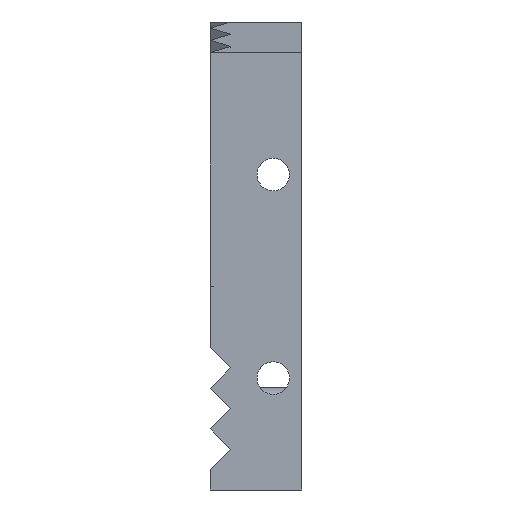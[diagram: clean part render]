
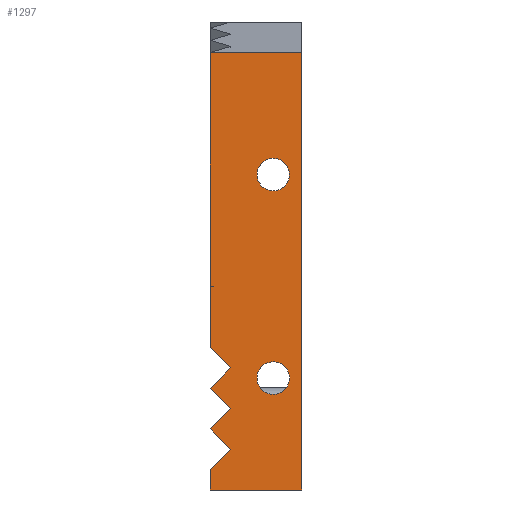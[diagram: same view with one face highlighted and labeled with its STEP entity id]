
A CAD part, left-side view. The second image highlights one B-rep face of the part: STEP entity #1297.
In plain terms, the highlighted planar face has unit normal (-1, 0, 0).
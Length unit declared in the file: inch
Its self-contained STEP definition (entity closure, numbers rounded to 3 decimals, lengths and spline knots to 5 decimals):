
#110 = EDGE_CURVE ( 'NONE', #188, #6043, #1598, .T. ) ;
#172 = EDGE_CURVE ( 'NONE', #6043, #173, #1738, .T. ) ;
#173 = VERTEX_POINT ( 'NONE', #1734 ) ;
#188 = VERTEX_POINT ( 'NONE', #1747 ) ;
#192 = EDGE_CURVE ( 'NONE', #262, #193, #1797, .T. ) ;
#193 = VERTEX_POINT ( 'NONE', #1793 ) ;
#203 = EDGE_CURVE ( 'NONE', #193, #204, #1823, .T. ) ;
#204 = VERTEX_POINT ( 'NONE', #1819 ) ;
#261 = EDGE_CURVE ( 'NONE', #173, #262, #2048, .T. ) ;
#262 = VERTEX_POINT ( 'NONE', #2044 ) ;
#292 = VERTEX_POINT ( 'NONE', #2155 ) ;
#294 = EDGE_CURVE ( 'NONE', #292, #295, #2154, .T. ) ;
#295 = VERTEX_POINT ( 'NONE', #2149 ) ;
#321 = VERTEX_POINT ( 'NONE', #2264 ) ;
#323 = EDGE_CURVE ( 'NONE', #321, #324, #2263, .T. ) ;
#324 = VERTEX_POINT ( 'NONE', #2258 ) ;
#685 = VERTEX_POINT ( 'NONE', #3587 ) ;
#741 = EDGE_CURVE ( 'NONE', #685, #742, #3762, .T. ) ;
#742 = VERTEX_POINT ( 'NONE', #3758 ) ;
#1162 = VERTEX_POINT ( 'NONE', #5341 ) ;
#1171 = EDGE_CURVE ( 'NONE', #1162, #742, #5335, .T. ) ;
#1202 = VERTEX_POINT ( 'NONE', #5416 ) ;
#1234 = EDGE_CURVE ( 'NONE', #324, #321, #5571, .T. ) ;
#1246 = EDGE_CURVE ( 'NONE', #1247, #1202, #5623, .T. ) ;
#1247 = VERTEX_POINT ( 'NONE', #5619 ) ;
#1256 = EDGE_CURVE ( 'NONE', #1202, #1162, #5687, .T. ) ;
#1271 = ORIENTED_EDGE ( 'NONE', *, *, #172, .F. ) ;
#1272 = ORIENTED_EDGE ( 'NONE', *, *, #110, .F. ) ;
#1285 = EDGE_CURVE ( 'NONE', #1247, #1307, #5733, .T. ) ;
#1286 = ORIENTED_EDGE ( 'NONE', *, *, #1246, .T. ) ;
#1287 = ORIENTED_EDGE ( 'NONE', *, *, #1256, .T. ) ;
#1288 = ORIENTED_EDGE ( 'NONE', *, *, #1171, .T. ) ;
#1289 = ORIENTED_EDGE ( 'NONE', *, *, #741, .F. ) ;
#1290 = ORIENTED_EDGE ( 'NONE', *, *, #1291, .F. ) ;
#1291 = EDGE_CURVE ( 'NONE', #204, #685, #5729, .T. ) ;
#1292 = ORIENTED_EDGE ( 'NONE', *, *, #203, .F. ) ;
#1293 = ORIENTED_EDGE ( 'NONE', *, *, #192, .F. ) ;
#1294 = ORIENTED_EDGE ( 'NONE', *, *, #261, .F. ) ;
#1296 = EDGE_CURVE ( 'NONE', #295, #292, #5724, .T. ) ;
#1297 = ADVANCED_FACE ( 'NONE', ( #5769, #5768, #5767 ), #5749, .F. ) ;
#1298 = EDGE_LOOP ( 'NONE', ( #1299, #1300 ) ) ;
#1299 = ORIENTED_EDGE ( 'NONE', *, *, #1296, .F. ) ;
#1300 = ORIENTED_EDGE ( 'NONE', *, *, #294, .F. ) ;
#1301 = EDGE_LOOP ( 'NONE', ( #1302, #1303 ) ) ;
#1302 = ORIENTED_EDGE ( 'NONE', *, *, #1234, .F. ) ;
#1303 = ORIENTED_EDGE ( 'NONE', *, *, #323, .F. ) ;
#1304 = EDGE_LOOP ( 'NONE', ( #1305, #1308, #1286, #1287, #1288, #1289, #1290, #1292, #1293, #1294, #1271, #1272 ) ) ;
#1305 = ORIENTED_EDGE ( 'NONE', *, *, #1306, .F. ) ;
#1306 = EDGE_CURVE ( 'NONE', #1307, #188, #5806, .T. ) ;
#1307 = VERTEX_POINT ( 'NONE', #5802 ) ;
#1308 = ORIENTED_EDGE ( 'NONE', *, *, #1285, .F. ) ;
#1595 = DIRECTION ( 'NONE',  ( 0., 0.707, 0.707 ) ) ;
#1596 = VECTOR ( 'NONE', #1595, 39.37008 ) ;
#1597 = CARTESIAN_POINT ( 'NONE',  ( -1.07894, 0.15679, -0.30339 ) ) ;
#1598 = LINE ( 'NONE', #1597, #1596 ) ;
#1734 = CARTESIAN_POINT ( 'NONE',  ( -1.07894, 0.17647, -0.20496 ) ) ;
#1735 = DIRECTION ( 'NONE',  ( 0., -0.707, 0.707 ) ) ;
#1736 = VECTOR ( 'NONE', #1735, 39.37008 ) ;
#1737 = CARTESIAN_POINT ( 'NONE',  ( -1.07894, 0.2749, -0.30339 ) ) ;
#1738 = LINE ( 'NONE', #1737, #1736 ) ;
#1747 = CARTESIAN_POINT ( 'NONE',  ( -1.07894, 0.17647, -0.2837 ) ) ;
#1793 = CARTESIAN_POINT ( 'NONE',  ( -1.07894, 0.17647, -0.12622 ) ) ;
#1794 = DIRECTION ( 'NONE',  ( 0., -0.707, 0.707 ) ) ;
#1795 = VECTOR ( 'NONE', #1794, 39.37008 ) ;
#1796 = CARTESIAN_POINT ( 'NONE',  ( -1.07894, 0.31427, -0.26402 ) ) ;
#1797 = LINE ( 'NONE', #1796, #1795 ) ;
#1819 = CARTESIAN_POINT ( 'NONE',  ( -1.07894, 0.21584, -0.08685 ) ) ;
#1820 = DIRECTION ( 'NONE',  ( 0., 0.707, 0.707 ) ) ;
#1821 = VECTOR ( 'NONE', #1820, 39.37008 ) ;
#1822 = CARTESIAN_POINT ( 'NONE',  ( -1.07894, 0.07805, -0.22465 ) ) ;
#1823 = LINE ( 'NONE', #1822, #1821 ) ;
#2044 = CARTESIAN_POINT ( 'NONE',  ( -1.07894, 0.21584, -0.16559 ) ) ;
#2045 = DIRECTION ( 'NONE',  ( 0., 0.707, 0.707 ) ) ;
#2046 = VECTOR ( 'NONE', #2045, 39.37008 ) ;
#2047 = CARTESIAN_POINT ( 'NONE',  ( -1.07894, 0.11742, -0.26402 ) ) ;
#2048 = LINE ( 'NONE', #2047, #2046 ) ;
#2149 = CARTESIAN_POINT ( 'NONE',  ( -1.07894, 0.0938, -0.11441 ) ) ;
#2150 = DIRECTION ( 'NONE',  ( 0., 0., 1. ) ) ;
#2151 = DIRECTION ( 'NONE',  ( -1., 0., 0. ) ) ;
#2152 = CARTESIAN_POINT ( 'NONE',  ( -1.07894, 0.0938, -0.14591 ) ) ;
#2153 = AXIS2_PLACEMENT_3D ( 'NONE', #2152, #2151, #2150 ) ;
#2154 = CIRCLE ( 'NONE', #2153, 0.0315 ) ;
#2155 = CARTESIAN_POINT ( 'NONE',  ( -1.07894, 0.0938, -0.17741 ) ) ;
#2258 = CARTESIAN_POINT ( 'NONE',  ( -1.07894, 0.0938, 0.27929 ) ) ;
#2259 = DIRECTION ( 'NONE',  ( 0., 0., 1. ) ) ;
#2260 = DIRECTION ( 'NONE',  ( -1., 0., 0. ) ) ;
#2261 = CARTESIAN_POINT ( 'NONE',  ( -1.07894, 0.0938, 0.24779 ) ) ;
#2262 = AXIS2_PLACEMENT_3D ( 'NONE', #2261, #2260, #2259 ) ;
#2263 = CIRCLE ( 'NONE', #2262, 0.0315 ) ;
#2264 = CARTESIAN_POINT ( 'NONE',  ( -1.07894, 0.0938, 0.2163 ) ) ;
#3587 = CARTESIAN_POINT ( 'NONE',  ( -1.07894, 0.21584, 0.03126 ) ) ;
#3758 = CARTESIAN_POINT ( 'NONE',  ( -1.07894, 0.21584, 0.48401 ) ) ;
#3759 = DIRECTION ( 'NONE',  ( 0., 0., 1. ) ) ;
#3760 = VECTOR ( 'NONE', #3759, 39.37008 ) ;
#3761 = CARTESIAN_POINT ( 'NONE',  ( -1.07894, 0.21584, 0.11 ) ) ;
#3762 = LINE ( 'NONE', #3761, #3760 ) ;
#5332 = DIRECTION ( 'NONE',  ( 0., 1., 0. ) ) ;
#5333 = VECTOR ( 'NONE', #5332, 39.37008 ) ;
#5334 = CARTESIAN_POINT ( 'NONE',  ( -1.07894, -2.50197, 0.48401 ) ) ;
#5335 = LINE ( 'NONE', #5334, #5333 ) ;
#5341 = CARTESIAN_POINT ( 'NONE',  ( -1.07894, 0.03868, 0.48401 ) ) ;
#5416 = CARTESIAN_POINT ( 'NONE',  ( -1.07894, 0.03868, -0.36244 ) ) ;
#5567 = DIRECTION ( 'NONE',  ( 0., 0., 1. ) ) ;
#5568 = DIRECTION ( 'NONE',  ( -1., 0., 0. ) ) ;
#5569 = CARTESIAN_POINT ( 'NONE',  ( -1.07894, 0.0938, 0.24779 ) ) ;
#5570 = AXIS2_PLACEMENT_3D ( 'NONE', #5569, #5568, #5567 ) ;
#5571 = CIRCLE ( 'NONE', #5570, 0.0315 ) ;
#5619 = CARTESIAN_POINT ( 'NONE',  ( -1.07894, 0.21584, -0.36244 ) ) ;
#5620 = DIRECTION ( 'NONE',  ( 0., -1., 0. ) ) ;
#5621 = VECTOR ( 'NONE', #5620, 39.37008 ) ;
#5622 = CARTESIAN_POINT ( 'NONE',  ( -1.07894, 0.21584, -0.36244 ) ) ;
#5623 = LINE ( 'NONE', #5622, #5621 ) ;
#5684 = DIRECTION ( 'NONE',  ( 0., 0., 1. ) ) ;
#5685 = VECTOR ( 'NONE', #5684, 39.37008 ) ;
#5686 = CARTESIAN_POINT ( 'NONE',  ( -1.07894, 0.03868, -0.36244 ) ) ;
#5687 = LINE ( 'NONE', #5686, #5685 ) ;
#5722 = CARTESIAN_POINT ( 'NONE',  ( -1.07894, 0.0938, -0.14591 ) ) ;
#5723 = AXIS2_PLACEMENT_3D ( 'NONE', #5722, #5771, #5770 ) ;
#5724 = CIRCLE ( 'NONE', #5723, 0.0315 ) ;
#5726 = DIRECTION ( 'NONE',  ( 0., 0., 1. ) ) ;
#5727 = VECTOR ( 'NONE', #5726, 39.37008 ) ;
#5728 = CARTESIAN_POINT ( 'NONE',  ( -1.07894, 0.21584, -0.36244 ) ) ;
#5729 = LINE ( 'NONE', #5728, #5727 ) ;
#5730 = DIRECTION ( 'NONE',  ( 0., 0., 1. ) ) ;
#5731 = VECTOR ( 'NONE', #5730, 39.37008 ) ;
#5732 = CARTESIAN_POINT ( 'NONE',  ( -1.07894, 0.21584, -0.36244 ) ) ;
#5733 = LINE ( 'NONE', #5732, #5731 ) ;
#5745 = DIRECTION ( 'NONE',  ( 0., 0., -1. ) ) ;
#5746 = DIRECTION ( 'NONE',  ( 1., 0., 0. ) ) ;
#5747 = CARTESIAN_POINT ( 'NONE',  ( -1.07894, 0.21584, -0.36244 ) ) ;
#5748 = AXIS2_PLACEMENT_3D ( 'NONE', #5747, #5746, #5745 ) ;
#5749 = PLANE ( 'NONE',  #5748 ) ;
#5767 = FACE_OUTER_BOUND ( 'NONE', #1304, .T. ) ;
#5768 = FACE_BOUND ( 'NONE', #1301, .T. ) ;
#5769 = FACE_BOUND ( 'NONE', #1298, .T. ) ;
#5770 = DIRECTION ( 'NONE',  ( 0., 0., 1. ) ) ;
#5771 = DIRECTION ( 'NONE',  ( -1., 0., 0. ) ) ;
#5802 = CARTESIAN_POINT ( 'NONE',  ( -1.07894, 0.21584, -0.32307 ) ) ;
#5803 = DIRECTION ( 'NONE',  ( 0., -0.707, 0.707 ) ) ;
#5804 = VECTOR ( 'NONE', #5803, 39.37008 ) ;
#5805 = CARTESIAN_POINT ( 'NONE',  ( -1.07894, 0.23553, -0.34276 ) ) ;
#5806 = LINE ( 'NONE', #5805, #5804 ) ;
#5923 = CARTESIAN_POINT ( 'NONE',  ( -1.07894, 0.21584, -0.24433 ) ) ;
#6043 = VERTEX_POINT ( 'NONE', #5923 ) ;
